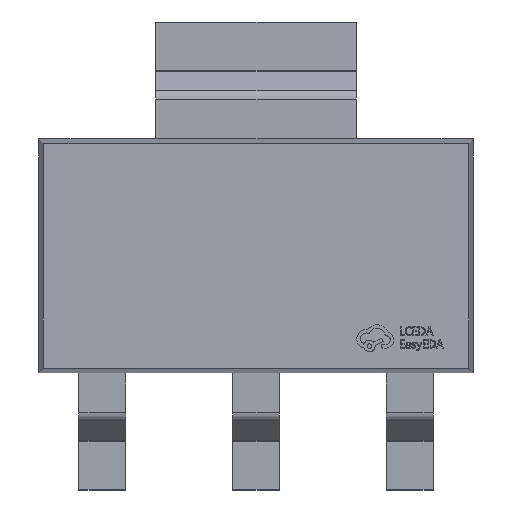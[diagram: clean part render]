
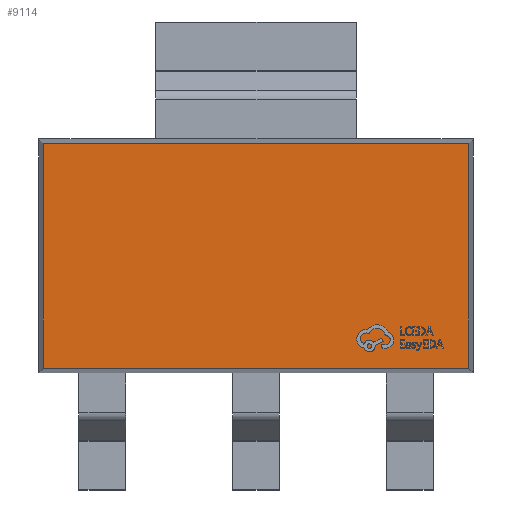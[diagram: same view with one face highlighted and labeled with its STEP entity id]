
A CAD part, top view. The second image highlights one B-rep face of the part: STEP entity #9114.
In plain terms, the highlighted planar face has unit normal (0, 0, 1).
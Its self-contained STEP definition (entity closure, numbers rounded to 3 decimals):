
#180 = ORIENTED_EDGE ( 'NONE', *, *, #5218, .T. ) ;
#837 = VECTOR ( 'NONE', #14870, 1000. ) ;
#1294 = VERTEX_POINT ( 'NONE', #1710 ) ;
#1710 = CARTESIAN_POINT ( 'NONE',  ( 3.18, 1.68, 0.8 ) ) ;
#2070 = EDGE_CURVE ( 'NONE', #11614, #4782, #6402, .T. ) ;
#3848 = PLANE ( 'NONE',  #15839 ) ;
#4059 = EDGE_CURVE ( 'NONE', #1294, #13763, #6850, .T. ) ;
#4305 = LINE ( 'NONE', #7885, #6339 ) ;
#4619 = DIRECTION ( 'NONE',  ( 0., -1., 0. ) ) ;
#4782 = VERTEX_POINT ( 'NONE', #12829 ) ;
#5218 = EDGE_CURVE ( 'NONE', #13763, #11614, #4305, .T. ) ;
#5878 = LINE ( 'NONE', #11186, #837 ) ;
#6319 = CARTESIAN_POINT ( 'NONE',  ( 0., -1.68, 0.8 ) ) ;
#6339 = VECTOR ( 'NONE', #4619, 1000. ) ;
#6402 = LINE ( 'NONE', #6319, #9911 ) ;
#6514 = ORIENTED_EDGE ( 'NONE', *, *, #7217, .T. ) ;
#6756 = CARTESIAN_POINT ( 'NONE',  ( 0., 1.68, 0.8 ) ) ;
#6850 = LINE ( 'NONE', #6756, #12751 ) ;
#7217 = EDGE_CURVE ( 'NONE', #4782, #1294, #5878, .T. ) ;
#7782 = ORIENTED_EDGE ( 'NONE', *, *, #2070, .T. ) ;
#7885 = CARTESIAN_POINT ( 'NONE',  ( -3.18, 0., 0.8 ) ) ;
#8008 = FACE_OUTER_BOUND ( 'NONE', #13390, .T. ) ;
#9114 = ADVANCED_FACE ( 'NONE', ( #8008 ), #3848, .F. ) ;
#9170 = CARTESIAN_POINT ( 'NONE',  ( -3.18, 1.68, 0.8 ) ) ;
#9410 = DIRECTION ( 'NONE',  ( -1., 0., 0. ) ) ;
#9911 = VECTOR ( 'NONE', #10400, 1000. ) ;
#10400 = DIRECTION ( 'NONE',  ( 1., 0., 0. ) ) ;
#11186 = CARTESIAN_POINT ( 'NONE',  ( 3.18, 0., 0.8 ) ) ;
#11518 = CARTESIAN_POINT ( 'NONE',  ( 0., 0., 0.8 ) ) ;
#11614 = VERTEX_POINT ( 'NONE', #12557 ) ;
#12557 = CARTESIAN_POINT ( 'NONE',  ( -3.18, -1.68, 0.8 ) ) ;
#12751 = VECTOR ( 'NONE', #9410, 1000. ) ;
#12829 = CARTESIAN_POINT ( 'NONE',  ( 3.18, -1.68, 0.8 ) ) ;
#12851 = DIRECTION ( 'NONE',  ( 0., 0., -1. ) ) ;
#12939 = DIRECTION ( 'NONE',  ( -1., 0., 0. ) ) ;
#13390 = EDGE_LOOP ( 'NONE', ( #6514, #14325, #180, #7782 ) ) ;
#13763 = VERTEX_POINT ( 'NONE', #9170 ) ;
#14325 = ORIENTED_EDGE ( 'NONE', *, *, #4059, .T. ) ;
#14870 = DIRECTION ( 'NONE',  ( 0., 1., 0. ) ) ;
#15839 = AXIS2_PLACEMENT_3D ( 'NONE', #11518, #12851, #12939 ) ;
